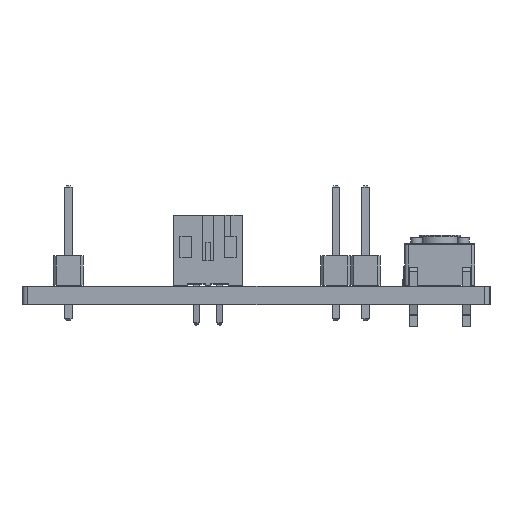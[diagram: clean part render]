
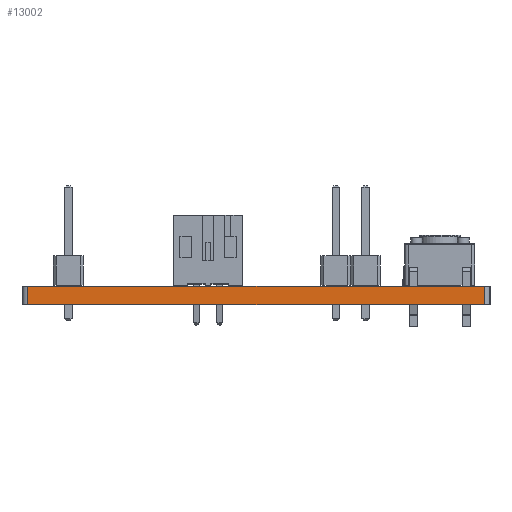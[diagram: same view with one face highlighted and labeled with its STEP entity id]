
A CAD part, left-side view. The second image highlights one B-rep face of the part: STEP entity #13002.
In plain terms, the highlighted planar face has unit normal (-1, 0, 0).
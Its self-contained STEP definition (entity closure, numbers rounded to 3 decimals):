
#11769 = VERTEX_POINT('',#11770);
#11770 = CARTESIAN_POINT('',(133.223,-81.636,0.));
#11777 = EDGE_CURVE('',#11778,#11769,#11780,.T.);
#11778 = VERTEX_POINT('',#11779);
#11779 = CARTESIAN_POINT('',(133.223,-120.625,0.));
#11780 = LINE('',#11781,#11782);
#11781 = CARTESIAN_POINT('',(133.223,-120.625,0.));
#11782 = VECTOR('',#11783,1.);
#11783 = DIRECTION('',(0.,1.,0.));
#12359 = VERTEX_POINT('',#12360);
#12360 = CARTESIAN_POINT('',(133.223,-81.636,1.6));
#12367 = EDGE_CURVE('',#12368,#12359,#12370,.T.);
#12368 = VERTEX_POINT('',#12369);
#12369 = CARTESIAN_POINT('',(133.223,-120.625,1.6));
#12370 = LINE('',#12371,#12372);
#12371 = CARTESIAN_POINT('',(133.223,-120.625,1.6));
#12372 = VECTOR('',#12373,1.);
#12373 = DIRECTION('',(0.,1.,0.));
#12972 = EDGE_CURVE('',#11769,#12359,#12973,.T.);
#12973 = LINE('',#12974,#12975);
#12974 = CARTESIAN_POINT('',(133.223,-81.636,0.));
#12975 = VECTOR('',#12976,1.);
#12976 = DIRECTION('',(0.,0.,1.));
#13002 = ADVANCED_FACE('',(#13003),#13014,.T.);
#13003 = FACE_BOUND('',#13004,.T.);
#13004 = EDGE_LOOP('',(#13005,#13011,#13012,#13013));
#13005 = ORIENTED_EDGE('',*,*,#13006,.T.);
#13006 = EDGE_CURVE('',#11778,#12368,#13007,.T.);
#13007 = LINE('',#13008,#13009);
#13008 = CARTESIAN_POINT('',(133.223,-120.625,0.));
#13009 = VECTOR('',#13010,1.);
#13010 = DIRECTION('',(0.,0.,1.));
#13011 = ORIENTED_EDGE('',*,*,#12367,.T.);
#13012 = ORIENTED_EDGE('',*,*,#12972,.F.);
#13013 = ORIENTED_EDGE('',*,*,#11777,.F.);
#13014 = PLANE('',#13015);
#13015 = AXIS2_PLACEMENT_3D('',#13016,#13017,#13018);
#13016 = CARTESIAN_POINT('',(133.223,-120.625,0.));
#13017 = DIRECTION('',(-1.,0.,0.));
#13018 = DIRECTION('',(0.,1.,0.));
